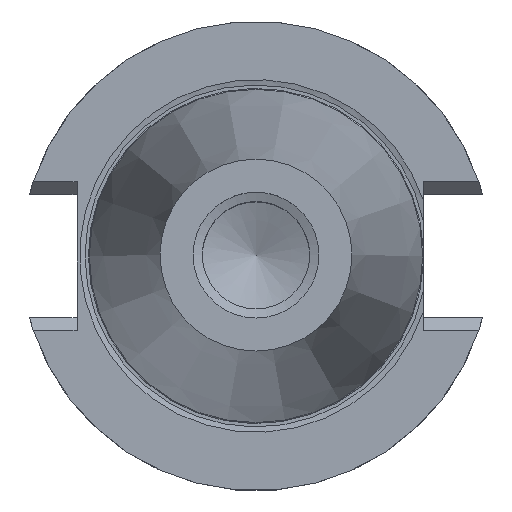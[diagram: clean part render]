
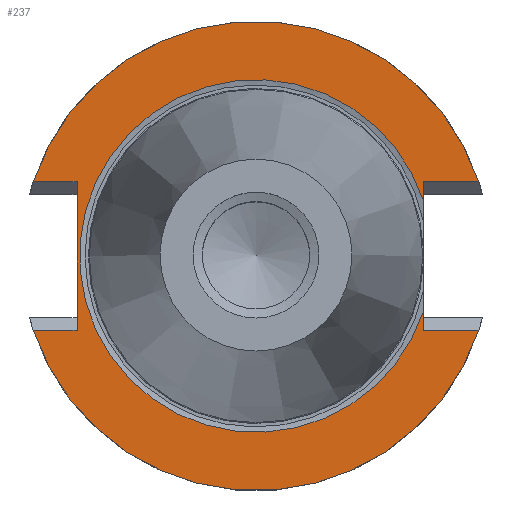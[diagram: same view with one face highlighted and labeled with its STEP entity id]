
A CAD part, top view. The second image highlights one B-rep face of the part: STEP entity #237.
In plain terms, the highlighted planar face has unit normal (0, 0, 1).
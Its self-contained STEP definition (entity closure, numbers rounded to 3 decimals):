
#66=LINE('',#1230,#113);
#68=LINE('',#1234,#115);
#71=LINE('',#1239,#118);
#72=LINE('',#1241,#119);
#82=LINE('',#1263,#129);
#83=LINE('',#1265,#130);
#84=LINE('',#1266,#131);
#113=VECTOR('',#981,1.);
#115=VECTOR('',#985,1.);
#118=VECTOR('',#990,1.);
#119=VECTOR('',#993,1.);
#129=VECTOR('',#1013,1.);
#130=VECTOR('',#1016,1.);
#131=VECTOR('',#1017,1.);
#158=FACE_OUTER_BOUND('',#329,.T.);
#189=PLANE('',#818);
#237=ADVANCED_FACE('',(#158),#189,.F.);
#329=EDGE_LOOP('',(#509,#510,#511,#512,#513,#514,#515,#516,#517,#518));
#509=ORIENTED_EDGE('',*,*,#688,.T.);
#510=ORIENTED_EDGE('',*,*,#689,.T.);
#511=ORIENTED_EDGE('',*,*,#610,.T.);
#512=ORIENTED_EDGE('',*,*,#690,.T.);
#513=ORIENTED_EDGE('',*,*,#677,.T.);
#514=ORIENTED_EDGE('',*,*,#618,.F.);
#515=ORIENTED_EDGE('',*,*,#676,.F.);
#516=ORIENTED_EDGE('',*,*,#673,.F.);
#517=ORIENTED_EDGE('',*,*,#671,.F.);
#518=ORIENTED_EDGE('',*,*,#668,.F.);
#542=VERTEX_POINT('',#1076);
#543=VERTEX_POINT('',#1077);
#548=VERTEX_POINT('',#1097);
#550=VERTEX_POINT('',#1100);
#586=VERTEX_POINT('',#1224);
#587=VERTEX_POINT('',#1226);
#588=VERTEX_POINT('',#1231);
#589=VERTEX_POINT('',#1235);
#590=VERTEX_POINT('',#1242);
#596=VERTEX_POINT('',#1262);
#610=EDGE_CURVE('',#542,#543,#705,.T.);
#618=EDGE_CURVE('',#548,#550,#708,.T.);
#668=EDGE_CURVE('',#586,#587,#723,.T.);
#671=EDGE_CURVE('',#587,#588,#66,.T.);
#673=EDGE_CURVE('',#588,#589,#68,.T.);
#676=EDGE_CURVE('',#589,#548,#71,.T.);
#677=EDGE_CURVE('',#590,#550,#72,.T.);
#688=EDGE_CURVE('',#586,#596,#82,.T.);
#689=EDGE_CURVE('',#596,#542,#83,.T.);
#690=EDGE_CURVE('',#543,#590,#84,.T.);
#705=CIRCLE('',#767,36.95);
#708=CIRCLE('',#773,49.2);
#723=CIRCLE('',#805,49.2);
#767=AXIS2_PLACEMENT_3D('',#1075,#871,#872);
#773=AXIS2_PLACEMENT_3D('',#1099,#885,#886);
#805=AXIS2_PLACEMENT_3D('',#1225,#974,#975);
#818=AXIS2_PLACEMENT_3D('',#1275,#1020,#1021);
#871=DIRECTION('',(0.,0.,-1.));
#872=DIRECTION('',(-1.,0.,0.));
#885=DIRECTION('',(0.,0.,-1.));
#886=DIRECTION('',(-1.,0.,0.));
#974=DIRECTION('',(0.,0.,-1.));
#975=DIRECTION('',(-1.,0.,0.));
#981=DIRECTION('',(1.,0.,0.));
#985=DIRECTION('',(0.,1.,0.));
#990=DIRECTION('',(-1.,0.,0.));
#993=DIRECTION('',(1.,0.,0.));
#1013=DIRECTION('',(-1.,0.,0.));
#1016=DIRECTION('',(0.,1.,0.));
#1017=DIRECTION('',(0.,1.,0.));
#1020=DIRECTION('',(0.,0.,-1.));
#1021=DIRECTION('',(-1.,0.,0.));
#1075=CARTESIAN_POINT('',(0.,0.,-1.5));
#1076=CARTESIAN_POINT('',(35.1,-11.545,-1.5));
#1077=CARTESIAN_POINT('',(35.1,11.545,-1.5));
#1097=CARTESIAN_POINT('',(-46.66,15.603,-1.5));
#1099=CARTESIAN_POINT('',(0.,0.,-1.5));
#1100=CARTESIAN_POINT('',(46.66,15.603,-1.5));
#1224=CARTESIAN_POINT('',(46.66,-15.603,-1.5));
#1225=CARTESIAN_POINT('',(0.,0.,-1.5));
#1226=CARTESIAN_POINT('',(-46.66,-15.603,-1.5));
#1230=CARTESIAN_POINT('',(0.,-15.603,-1.5));
#1231=CARTESIAN_POINT('',(-37.5,-15.603,-1.5));
#1234=CARTESIAN_POINT('',(-37.5,34.625,-1.5));
#1235=CARTESIAN_POINT('',(-37.5,15.603,-1.5));
#1239=CARTESIAN_POINT('',(0.,15.603,-1.5));
#1241=CARTESIAN_POINT('',(0.,15.603,-1.5));
#1242=CARTESIAN_POINT('',(35.1,15.603,-1.5));
#1262=CARTESIAN_POINT('',(35.1,-15.603,-1.5));
#1263=CARTESIAN_POINT('',(0.,-15.603,-1.5));
#1265=CARTESIAN_POINT('',(35.1,34.625,-1.5));
#1266=CARTESIAN_POINT('',(35.1,34.625,-1.5));
#1275=CARTESIAN_POINT('',(0.,34.625,-1.5));
